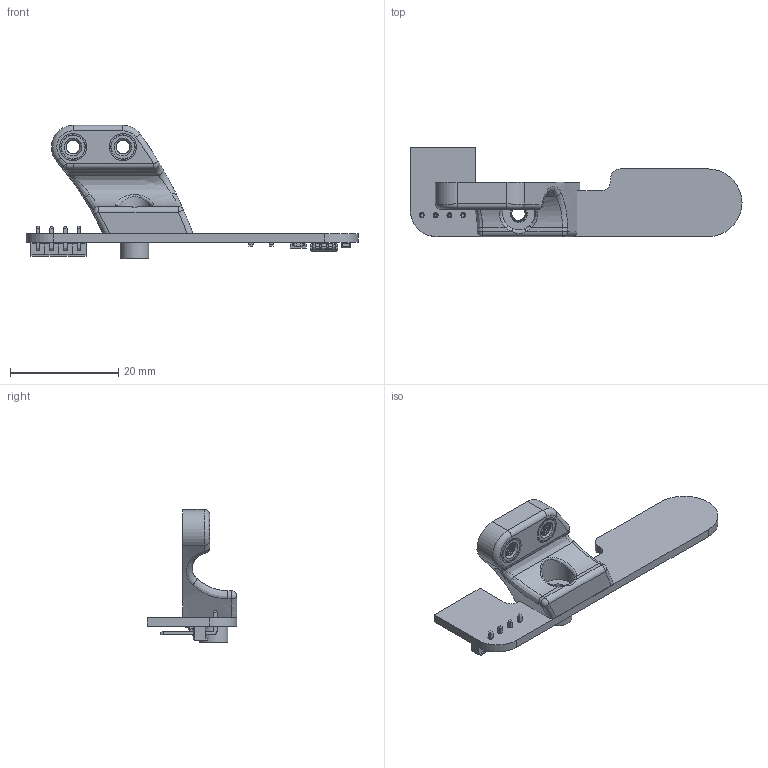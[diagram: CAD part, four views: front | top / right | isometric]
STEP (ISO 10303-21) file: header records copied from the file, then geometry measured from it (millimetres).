
FILE_DESCRIPTION(('Open CASCADE Model'),'2;1');
FILE_NAME('Open CASCADE Shape Model','2023-12-08T16:43:32',('Author'),( 'Open CASCADE'),'Open CASCADE STEP processor 6.8','Open CASCADE 6.8' ,'Unknown');
FILE_SCHEMA(('AUTOMOTIVE_DESIGN { 1 0 10303 214 1 1 1 1 }'));
Length unit declared in the file: millimetre
Products named in the file (27): PCB; Board; Open CASCADE STEP translator 6.8 1.1.1; R3; User_Library-Panasonic0603; R1; X1; User_Library-Header90-1; U1; User_Library-SO-8-1; R2; P2; User_Library-LED_SMD0603; P1; M1; SMTSO3030CTJ; K1; CircuitWorks-SOT-23; C3; User_Library-0603_Cap; C2; C1; User_Library-1206_SMD_Capacitor; Free-Models; Angle-Sensor-Mount; M3x5_BRASS_INSERT
Assembly tree (34 placements, depth 4):
  PCB
    Board
      Open CASCADE STEP translator 6.8 1.1.1
    R3
      User_Library-Panasonic0603
    R1
      User_Library-Panasonic0603
    X1
      User_Library-Header90-1  x4
    U1
      User_Library-SO-8-1
    R2
      User_Library-Panasonic0603
    P2
      User_Library-LED_SMD0603
    P1
      User_Library-LED_SMD0603
    M1
      SMTSO3030CTJ
    K1
      CircuitWorks-SOT-23
    C3
      User_Library-0603_Cap
    C2
      User_Library-0603_Cap
    C1
      User_Library-1206_SMD_Capacitor
    Free-Models
      Angle-Sensor-Mount
        M3x5_BRASS_INSERT  x2
        Angle-Sensor-Mount
Bounding box: 61.25 x 16.5 x 24.57 mm (x, y, z)
Volume: 3004.5 mm3; surface area: 4128.4 mm2
Topology: 31 solids, 31 shells, 1855 faces, 5017 edges, 3254 vertices
Faces by surface type: bspline 1002, plane 677, cylinder 147, sphere 12, torus 10, cone 7
Full cylindrical faces by diameter (mm): 0.9 x4, 3.2 x1, 3.7 x2, 4 x2, 4.09 x1, 4.22 x1, 5.212 x1, 6 x1
Entity records: 49163 total; most frequent: CARTESIAN_POINT 20989, ORIENTED_EDGE 5442, DIRECTION 3021, EDGE_CURVE 2721, VERTEX_POINT 1772, LINE 1323, VECTOR 1323, FACE_BOUND 1073
